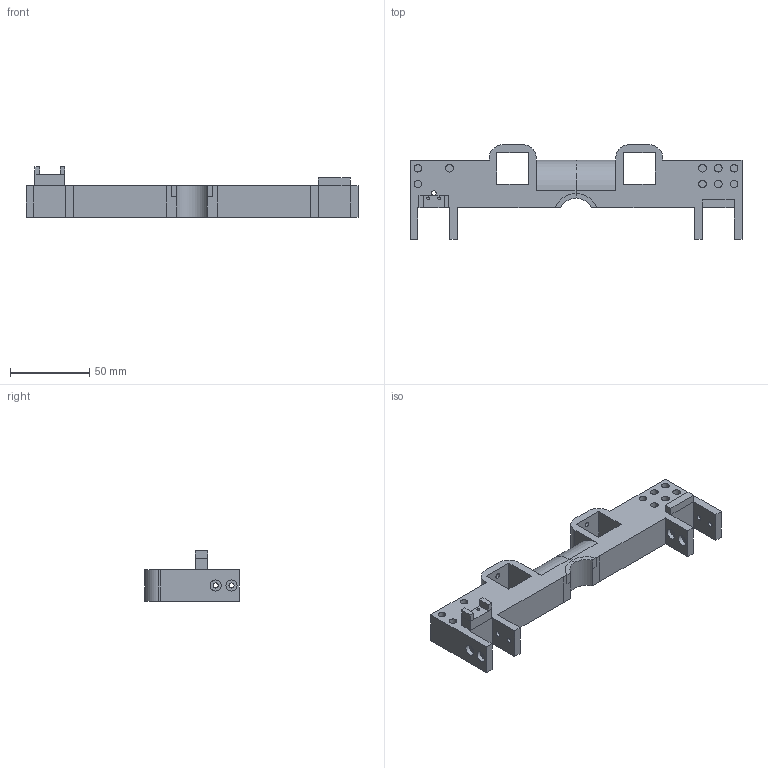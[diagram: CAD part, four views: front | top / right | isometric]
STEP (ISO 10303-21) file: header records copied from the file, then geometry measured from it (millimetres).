
FILE_DESCRIPTION(('FreeCAD Model'),'2;1');
FILE_NAME('Open CASCADE Shape Model','2023-07-05T02:16:36',('Author'),( ''),'Open CASCADE STEP processor 7.6','FreeCAD','Unknown');
FILE_SCHEMA(('AUTOMOTIVE_DESIGN { 1 0 10303 214 1 1 1 1 }'));
Length unit declared in the file: millimetre
Products named in the file (1): back_top
Bounding box: 210 x 60 x 32 mm (x, y, z)
Volume: 120170.6 mm3; surface area: 33018.5 mm2
Topology: 1 solids, 1 shells, 131 faces, 303 edges, 196 vertices
Faces by surface type: plane 88, cylinder 43
Full cylindrical faces by diameter (mm): 1.9 x2, 3 x1, 3.2 x12, 4.8 x9, 7 x12
Entity records: 7866 total; most frequent: CARTESIAN_POINT 1519, DIRECTION 1217, LINE 726, VECTOR 726, ORIENTED_EDGE 606, PCURVE 606, DEFINITIONAL_REPRESENTATION 606, EDGE_CURVE 303
